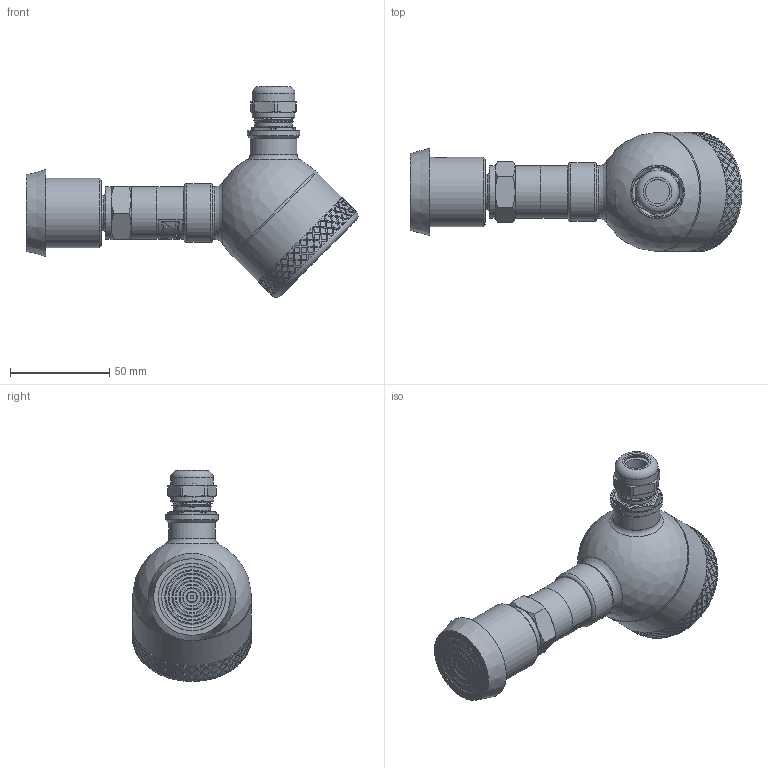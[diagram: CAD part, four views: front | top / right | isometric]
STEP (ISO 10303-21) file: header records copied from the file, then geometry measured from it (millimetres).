
FILE_DESCRIPTION(/* description */ (''),/* implementation_level */ '2;1');
FILE_NAME(/* name */ 'APZ3420sFH_TapperDN25_4.step',/* time_stamp */ '2021-07-08T16:38:04+03:00',/* author */ (''),/* organization */ (''),/* preprocessor_version */ 'ST-DEVELOPER v18.1',/* originating_system */ 'Autodesk Translation Framework v10.9.0.1377',/* authorisation */ '');
FILE_SCHEMA (('AUTOMOTIVE_DESIGN { 1 0 10303 214 3 1 1 }'));
Length unit declared in the file: millimetre
Products named in the file (14): АПЗ 3420s заполненный 
+ полевой корпус; G1\2EN; Tapper socket DN25 diaphragm 34 v2; Заполненный полевой 
корпус v13; Cover for display; Display; M20x1,5 steel cable gland v5; Cuerpo GAE.2000.0 Prensaestopas GADI M20x1.5 IP68 Laton; Junta GAE.2000.0 Prensaestopas GADI M20x1.5 IP68 Laton; Tuerca GAE.2000.0 Prensaestopas GADI M20x1.5 IP68 Laton; Brida GAE.2000.0 Prensaestopas GADI M20x1.5 IP68 Laton; Goma GAE.2000.0 Prensaestopas GADI M20x1.5 IP68 Laton; Main body; Adapter M20x1,5
Assembly tree (13 placements, depth 4):
  АПЗ 3420s заполненный 
+ полевой корпус
    G1\2EN
    Tapper socket DN25 diaphragm 34 v2
    Заполненный полевой 
корпус v13
      Cover for display
      Display
      M20x1,5 steel cable gland v5
        Cuerpo GAE.2000.0 Prensaestopas GADI M20x1.5 IP68 Laton
        Junta GAE.2000.0 Prensaestopas GADI M20x1.5 IP68 Laton
        Tuerca GAE.2000.0 Prensaestopas GADI M20x1.5 IP68 Laton
        Brida GAE.2000.0 Prensaestopas GADI M20x1.5 IP68 Laton
        Goma GAE.2000.0 Prensaestopas GADI M20x1.5 IP68 Laton
      Main body
      Adapter M20x1,5
Bounding box: 167.38 x 60.1 x 106.38 mm (x, y, z)
Volume: 261430.1 mm3; surface area: 64490.9 mm2
Topology: 20 solids, 20 shells, 1893 faces, 4736 edges, 3104 vertices
Faces by surface type: bspline 1036, plane 386, cylinder 358, cone 71, torus 40, sphere 2
Full cylindrical faces by diameter (mm): 2 x1, 3 x1, 3.3 x1, 5 x5, 6 x3, 7 x1, 12.3 x2, 13 x1, 15 x4, 16 x1, 16.2 x1, 16.7 x1, 17 x1, 17.15 x1, 17.5 x1, 18 x5, 18.526 x5, 18.631 x7, 18.75 x7, 19 x1, 20 x2, 20.203 x5, 20.3 x5, 20.8 x1, 20.955 x7, 21.6 x1, 21.7 x2, 21.767 x1, 22 x1, 22.4 x2
Entity records: 84457 total; most frequent: CARTESIAN_POINT 47509, ORIENTED_EDGE 9466, EDGE_CURVE 4733, DIRECTION 4056, VERTEX_POINT 3103, B_SPLINE_CURVE_WITH_KNOTS 2967, EDGE_LOOP 2160, FACE_OUTER_BOUND 1893
